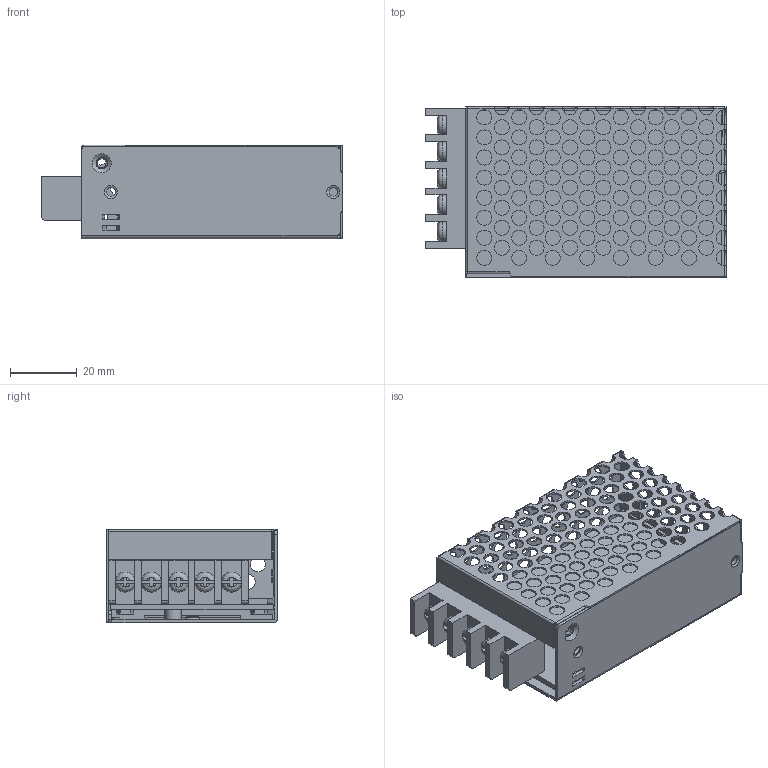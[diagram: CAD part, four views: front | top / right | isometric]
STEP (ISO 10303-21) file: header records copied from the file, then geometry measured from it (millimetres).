
FILE_DESCRIPTION(/* description */ (''),/* implementation_level */ '2;1');
FILE_NAME(/* name */ 'model.step',/* time_stamp */ '2023-11-07T03:56:31+01:00',/* author */ (''),/* organization */ (''),/* preprocessor_version */ 'ST-DEVELOPER v20',/* originating_system */ 'Autodesk Translation Framework v12.14.0.127',/* authorisation */ '');
FILE_SCHEMA (('AUTOMOTIVE_DESIGN { 1 0 10303 214 3 1 1 }'));
Length unit declared in the file: millimetre
Products named in the file (4): RS-25; RS-25_1.ASM; P2.PRT; PCB.PRT
Assembly tree (3 placements, depth 3):
  RS-25
    RS-25_1.ASM
      P2.PRT
      PCB.PRT
Bounding box: 90 x 51.1 x 28 mm (x, y, z)
Volume: 20787.8 mm3; surface area: 34969.1 mm2
Topology: 2 solids, 2 shells, 746 faces, 2157 edges, 1374 vertices
Faces by surface type: cylinder 305, plane 295, bspline 136, torus 9, cone 1
Full cylindrical faces by diameter (mm): 2.65 x5, 3 x1, 3.25 x1, 3.4 x1, 3.85 x3, 4.5 x175, 5 x1, 6 x3
Entity records: 28410 total; most frequent: CARTESIAN_POINT 8107, ORIENTED_EDGE 4314, DIRECTION 3841, EDGE_CURVE 2157, VERTEX_POINT 1374, AXIS2_PLACEMENT_3D 1352, LINE 1137, VECTOR 1137
